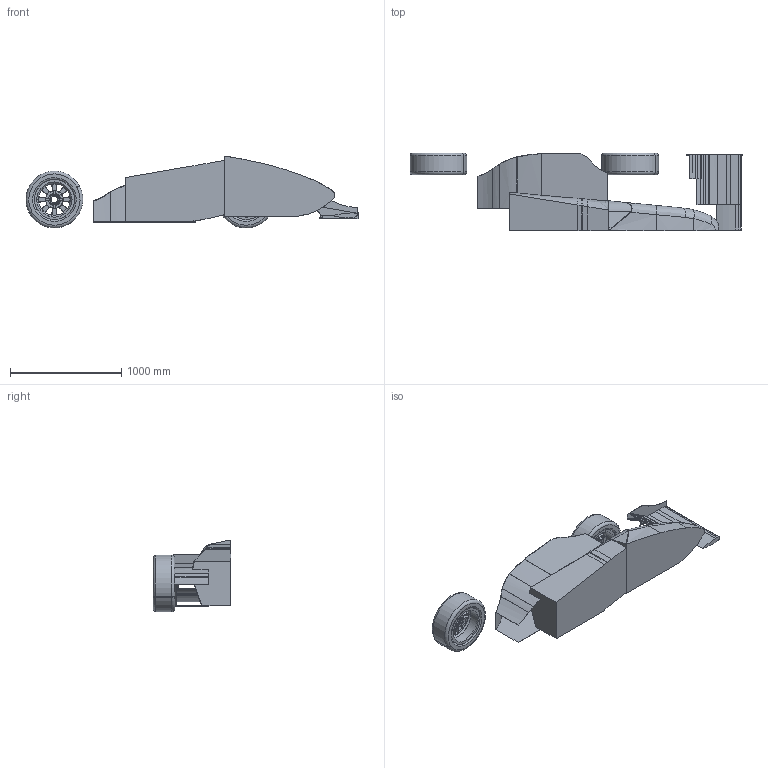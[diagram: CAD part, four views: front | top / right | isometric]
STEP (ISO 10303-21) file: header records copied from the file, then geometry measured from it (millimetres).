
FILE_DESCRIPTION(('CATIA V5 STEP Exchange'),'2;1');
FILE_NAME('2018 radiator analysis2.stp','2018-03-14T09:09:42+00:00',('none'),('none'),'CATIA Version 5 Release 17 (IN-10)','CATIA V5 STEP AP203','none');
FILE_SCHEMA(('CONFIG_CONTROL_DESIGN'));
Length unit declared in the file: millimetre
Products named in the file (8): Product1; AssyTsutsui2018; TieRodAssy; SRodEnd1.0Assy; POS 8EC.1; 2018 radiator analysis; Fr.wing; Fr.wing2
Assembly tree (19 placements, depth 5):
  Product1
    AssyTsutsui2018
      #62  x2
      TieRodAssy
        SRodEnd1.0Assy  x2
          POS 8EC.1
    #11236
    #13317
    2018 radiator analysis
      Fr.wing
        #15563
        #16472
        #17025
        #17563
        #18101
        #18276
      Fr.wing2
    #18730
Bounding box: 2978.61 x 697 x 644.99 mm (x, y, z)
Volume: 223971727.9 mm3; surface area: 9407621.3 mm2
Topology: 14 solids, 14 shells, 864 faces, 2227 edges, 1411 vertices
Faces by surface type: cylinder 352, plane 276, torus 116, bspline 81, cone 36, extrusion 3
Entity records: 20332 total; most frequent: CARTESIAN_POINT 8239, ORIENTED_EDGE 2730, DIRECTION 1856, EDGE_CURVE 1365, AXIS2_PLACEMENT_3D 865, VERTEX_POINT 863, VECTOR 589, LINE 586
